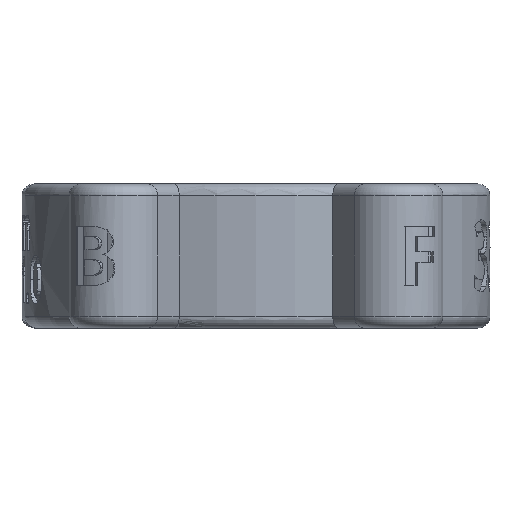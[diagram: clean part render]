
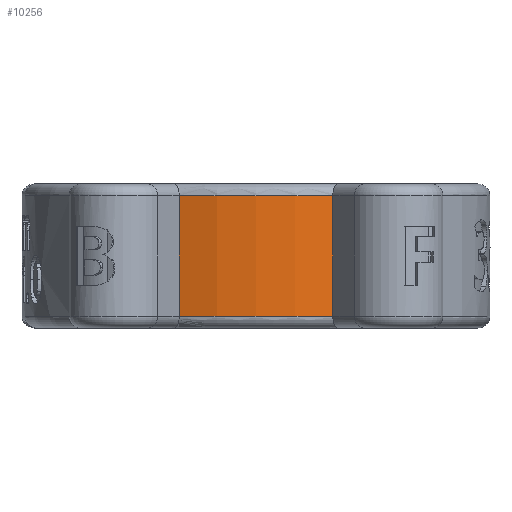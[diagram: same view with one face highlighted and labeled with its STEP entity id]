
A CAD part, front view. The second image highlights one B-rep face of the part: STEP entity #10256.
In plain terms, the highlighted cylindrical face has radius 19.5 mm (diameter 39 mm), a partial arc.
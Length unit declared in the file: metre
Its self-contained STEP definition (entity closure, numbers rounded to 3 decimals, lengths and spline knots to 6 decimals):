
#960=CYLINDRICAL_SURFACE('',#11035,0.0195);
#1199=LINE('',#15691,#1919);
#1200=LINE('',#15696,#1920);
#1919=VECTOR('',#12045,1.);
#1920=VECTOR('',#12048,1.);
#3131=ORIENTED_EDGE('',*,*,#6277,.F.);
#3132=ORIENTED_EDGE('',*,*,#6278,.T.);
#3133=ORIENTED_EDGE('',*,*,#6279,.T.);
#3134=ORIENTED_EDGE('',*,*,#6280,.T.);
#6277=EDGE_CURVE('',#7854,#7855,#1199,.T.);
#6278=EDGE_CURVE('',#7854,#7856,#8565,.F.);
#6279=EDGE_CURVE('',#7856,#7857,#1200,.T.);
#6280=EDGE_CURVE('',#7857,#7855,#8566,.T.);
#7854=VERTEX_POINT('',#15692);
#7855=VERTEX_POINT('',#15693);
#7856=VERTEX_POINT('',#15695);
#7857=VERTEX_POINT('',#15697);
#8565=CIRCLE('',#11036,0.0195);
#8566=CIRCLE('',#11037,0.0195);
#8781=EDGE_LOOP('',(#3131,#3132,#3133,#3134));
#9430=FACE_BOUND('',#8781,.T.);
#10256=ADVANCED_FACE('',(#9430),#960,.T.);
#11035=AXIS2_PLACEMENT_3D('',#15690,#12043,#12044);
#11036=AXIS2_PLACEMENT_3D('',#15694,#12046,#12047);
#11037=AXIS2_PLACEMENT_3D('',#15698,#12049,#12050);
#12043=DIRECTION('',(0.,0.,-1.));
#12044=DIRECTION('',(-1.,0.,0.));
#12045=DIRECTION('',(0.,0.,-1.));
#12046=DIRECTION('',(0.,0.,1.));
#12047=DIRECTION('',(1.,0.,0.));
#12048=DIRECTION('',(0.,0.,-1.));
#12049=DIRECTION('',(0.,0.,1.));
#12050=DIRECTION('',(1.,0.,0.));
#15690=CARTESIAN_POINT('',(0.,0.,0.005));
#15691=CARTESIAN_POINT('',(0.006399,-0.01842,0.005));
#15692=CARTESIAN_POINT('',(0.006399,-0.01842,0.005));
#15693=CARTESIAN_POINT('',(0.006399,-0.01842,-0.005));
#15694=CARTESIAN_POINT('',(0.,0.,0.005));
#15695=CARTESIAN_POINT('',(-0.006399,-0.01842,0.005));
#15696=CARTESIAN_POINT('',(-0.006399,-0.01842,0.005));
#15697=CARTESIAN_POINT('',(-0.006399,-0.01842,-0.005));
#15698=CARTESIAN_POINT('',(0.,0.,-0.005));
